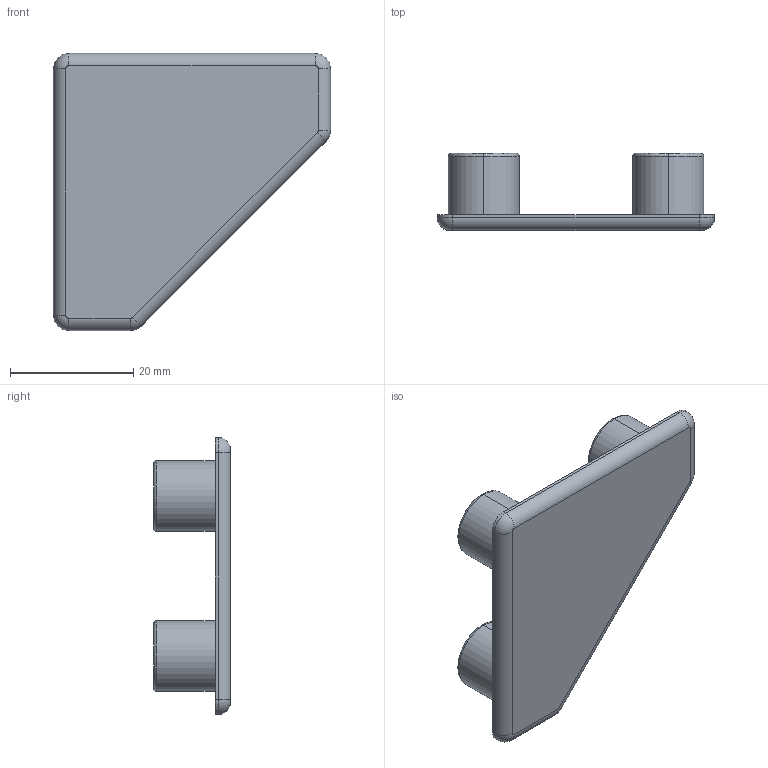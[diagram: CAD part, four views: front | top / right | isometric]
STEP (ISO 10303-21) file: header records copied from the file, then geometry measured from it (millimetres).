
FILE_DESCRIPTION (( 'STEP AP203' ), '1' );
FILE_NAME ('084.201.013.STEP', '2013-01-24T13:20:34', ( 'Alusic' ), ( 'Alusic' ), 'SwSTEP 2.0', 'SolidWorks 2011', '' );
FILE_SCHEMA (( 'CONFIG_CONTROL_DESIGN' ));
Length unit declared in the file: millimetre
Products named in the file (1): 084.201.013
Bounding box: 45 x 12.5 x 45 mm (x, y, z)
Volume: 4662 mm3; surface area: 5262.6 mm2
Topology: 1 solids, 1 shells, 46 faces, 98 edges, 60 vertices
Faces by surface type: cylinder 22, plane 13, torus 11
Entity records: 1332 total; most frequent: DIRECTION 253, CARTESIAN_POINT 205, ORIENTED_EDGE 196, AXIS2_PLACEMENT_3D 108, EDGE_CURVE 98, CIRCLE 61, VERTEX_POINT 60, EDGE_LOOP 52
